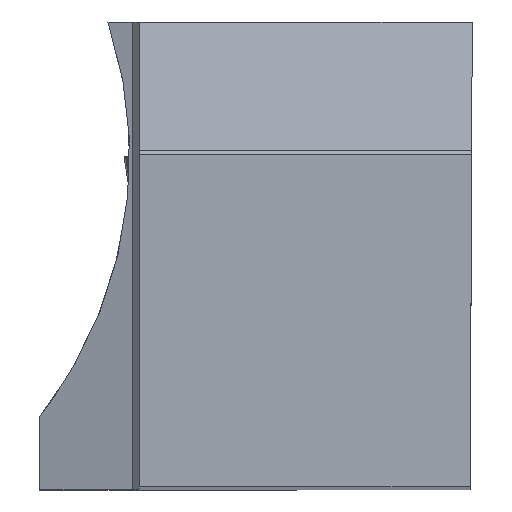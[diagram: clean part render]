
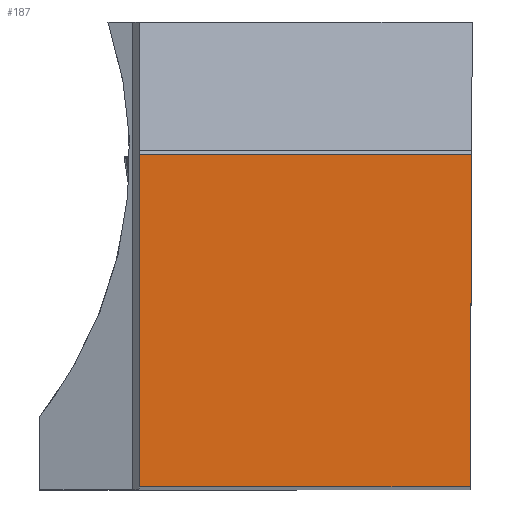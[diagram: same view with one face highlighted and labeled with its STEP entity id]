
A CAD part, top view. The second image highlights one B-rep face of the part: STEP entity #187.
In plain terms, the highlighted planar face has unit normal (0, 0, 1).
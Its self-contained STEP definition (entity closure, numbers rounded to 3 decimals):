
#187=ADVANCED_FACE('BLANK_BOXF006',(#289),#228,.F.);
#228=PLANE('',#1458);
#289=FACE_OUTER_BOUND('',#355,.T.);
#355=EDGE_LOOP('',(#676,#677,#678,#679));
#676=ORIENTED_EDGE('',*,*,#1044,.F.);
#677=ORIENTED_EDGE('',*,*,#1034,.F.);
#678=ORIENTED_EDGE('',*,*,#1043,.F.);
#679=ORIENTED_EDGE('',*,*,#1045,.F.);
#868=VERTEX_POINT('',#3062);
#869=VERTEX_POINT('',#3064);
#874=VERTEX_POINT('',#3079);
#875=VERTEX_POINT('',#3083);
#1034=EDGE_CURVE('',#868,#869,#1138,.T.);
#1043=EDGE_CURVE('',#874,#868,#1147,.T.);
#1044=EDGE_CURVE('',#869,#875,#1148,.T.);
#1045=EDGE_CURVE('',#875,#874,#1149,.T.);
#1138=LINE('',#3063,#1252);
#1147=LINE('',#3080,#1261);
#1148=LINE('',#3082,#1262);
#1149=LINE('',#3084,#1263);
#1252=VECTOR('',#1677,1.);
#1261=VECTOR('',#1690,1.);
#1262=VECTOR('',#1693,1.);
#1263=VECTOR('',#1694,1.);
#1458=AXIS2_PLACEMENT_3D('',#3085,#1695,#1696);
#1677=DIRECTION('',(-1.,0.,0.));
#1690=DIRECTION('',(-0.004,-1.,0.));
#1693=DIRECTION('',(0.,1.,0.));
#1694=DIRECTION('',(1.,0.,0.));
#1695=DIRECTION('',(0.,0.,-1.));
#1696=DIRECTION('',(0.,-1.,0.));
#3062=CARTESIAN_POINT('',(-0.109,0.,0.));
#3063=CARTESIAN_POINT('',(150.45,0.,0.));
#3064=CARTESIAN_POINT('',(-24.875,0.,0.));
#3079=CARTESIAN_POINT('',(0.,24.875,0.));
#3080=CARTESIAN_POINT('',(0.548,150.449,0.));
#3082=CARTESIAN_POINT('',(-24.875,-150.45,0.));
#3083=CARTESIAN_POINT('',(-24.875,24.875,0.));
#3084=CARTESIAN_POINT('',(-150.45,24.875,0.));
#3085=CARTESIAN_POINT('',(-32.332,-5.,0.));
